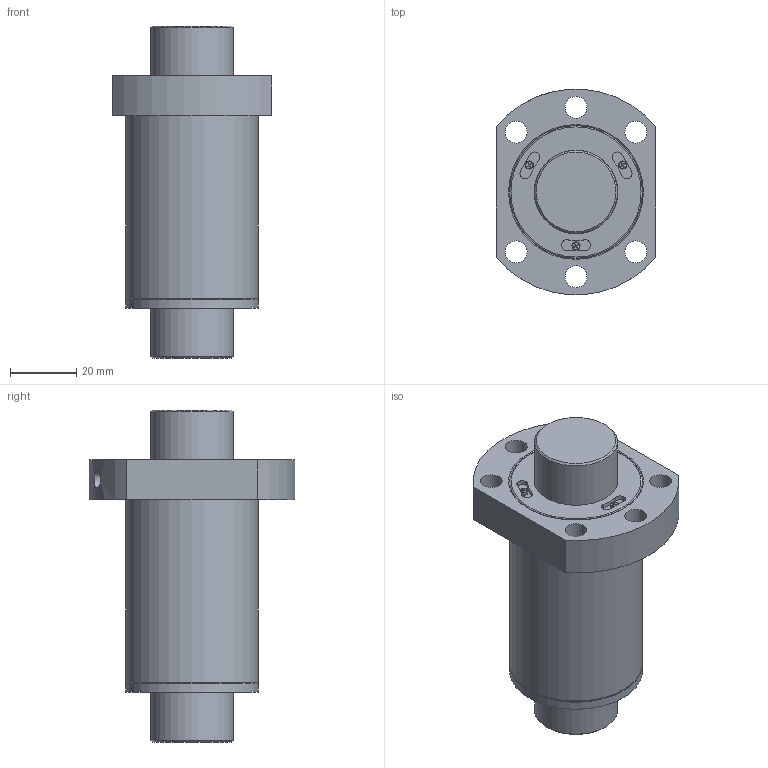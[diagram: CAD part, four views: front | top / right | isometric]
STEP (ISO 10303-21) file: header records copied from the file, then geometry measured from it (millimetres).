
FILE_DESCRIPTION(/* description */ ('STEP AP214'),/* implementation_level */ '2;1');
FILE_NAME(/* name */ 'SFSR2525-1.8(100N1N100-1)',/* time_stamp */ '2025-09-05T10:27:08+02:00',/* author */ ('License CC BY-ND 4.0'),/* organization */ ('CADENAS'),/* preprocessor_version */ 'ST-DEVELOPER v19.3',/* originating_system */ 'PARTsolutions',/* authorisation */ ' ');
FILE_SCHEMA (('AUTOMOTIVE_DESIGN {1 0 10303 214 3 1 1}'));
Length unit declared in the file: millimetre
Products named in the file (1): SFSR2525-1.8(100N1N100-1)
Bounding box: 48 x 61.8 x 100 mm (x, y, z)
Volume: 116261.4 mm3; surface area: 19733.3 mm2
Topology: 1 solids, 1 shells, 159 faces, 401 edges, 263 vertices
Faces by surface type: plane 100, cylinder 41, torus 10, cone 8
Full cylindrical faces by diameter (mm): 2.437 x6, 4.917 x1, 6.6 x6, 25 x2, 25.2 x2, 40 x3
Entity records: 4584 total; most frequent: CARTESIAN_POINT 998, ORIENTED_EDGE 702, DIRECTION 686, EDGE_CURVE 351, VERTEX_POINT 251, AXIS2_PLACEMENT_3D 249, EDGE_LOOP 228, FACE_BOUND 228
